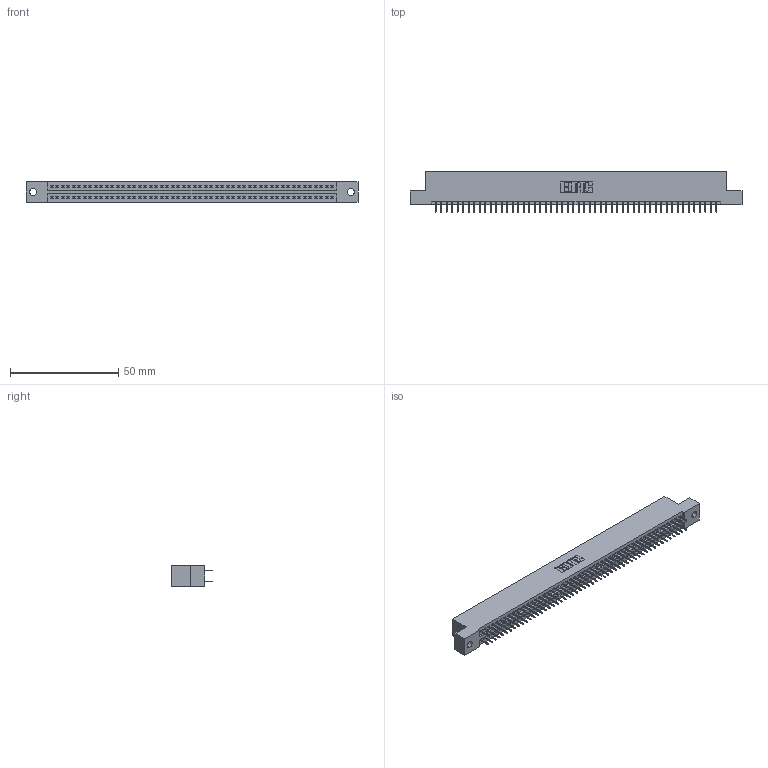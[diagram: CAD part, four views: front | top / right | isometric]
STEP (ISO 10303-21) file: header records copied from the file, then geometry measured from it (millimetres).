
FILE_DESCRIPTION (( 'STEP AP203' ), '1' );
FILE_NAME ('345-104-525-202.STEP', '2020-09-21T19:07:24', ( '' ), ( '' ), 'SwSTEP 2.0', 'SolidWorks 2020', '' );
FILE_SCHEMA (( 'CONFIG_CONTROL_DESIGN' ));
Length unit declared in the file: inch
Products named in the file (3): 345 Part_Flush Mounting Lugs - 0.128 Dia; 345-292-001_345-293-125; 345-104-525-202
Assembly tree (105 placements, depth 2):
  345-104-525-202
    345 Part_Flush Mounting Lugs - 0.128 Dia
    345-292-001_345-293-125  x104
Bounding box: 153.29 x 18.72 x 9.4 mm (x, y, z)
Volume: 14775.6 mm3; surface area: 21245.9 mm2
Topology: 105 solids, 105 shells, 5742 faces, 16253 edges, 10418 vertices
Faces by surface type: plane 4136, cylinder 1606
Entity records: 39531 total; most frequent: CARTESIAN_POINT 6616, ORIENTED_EDGE 6550, DIRECTION 5823, EDGE_CURVE 3275, VECTOR 2939, LINE 2939, VERTEX_POINT 2178, AXIS2_PLACEMENT_3D 1442
